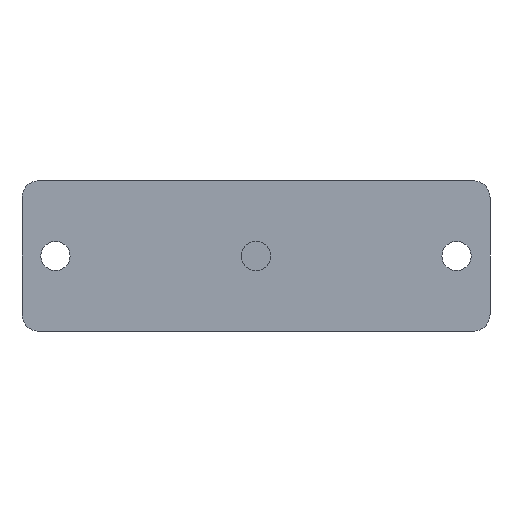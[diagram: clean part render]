
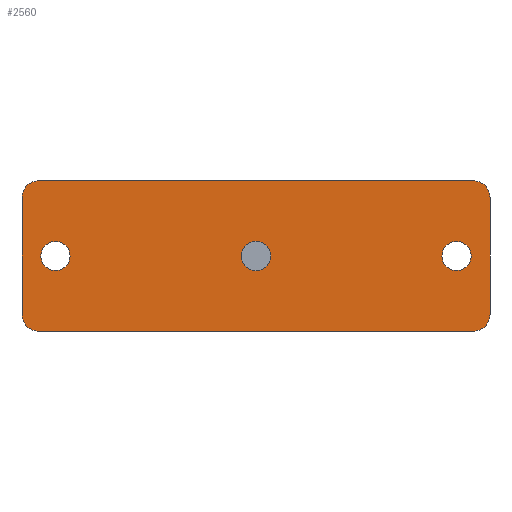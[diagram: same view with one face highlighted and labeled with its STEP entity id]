
A CAD part, front view. The second image highlights one B-rep face of the part: STEP entity #2560.
In plain terms, the highlighted planar face has unit normal (0, -1, 0).
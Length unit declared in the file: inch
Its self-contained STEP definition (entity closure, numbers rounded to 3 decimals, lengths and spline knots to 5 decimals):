
#9 = DIRECTION ( 'NONE',  ( 0., 0., 1. ) ) ;
#17 = ORIENTED_EDGE ( 'NONE', *, *, #3353, .F. ) ;
#20 = DIRECTION ( 'NONE',  ( 0., 1., 0. ) ) ;
#45 = DIRECTION ( 'NONE',  ( 0., 1., 0. ) ) ;
#87 = CARTESIAN_POINT ( 'NONE',  ( -3.5, 0., 0.875 ) ) ;
#149 = VERTEX_POINT ( 'NONE', #3200 ) ;
#152 = ORIENTED_EDGE ( 'NONE', *, *, #1199, .F. ) ;
#157 = CARTESIAN_POINT ( 'NONE',  ( -3., 0., 0.21875 ) ) ;
#166 = LINE ( 'NONE', #2437, #414 ) ;
#171 = DIRECTION ( 'NONE',  ( 0., 0., 1. ) ) ;
#274 = LINE ( 'NONE', #2844, #2539 ) ;
#275 = DIRECTION ( 'NONE',  ( 0., 0., 1. ) ) ;
#410 = EDGE_CURVE ( 'NONE', #2297, #1007, #1039, .T. ) ;
#414 = VECTOR ( 'NONE', #2179, 39.37008 ) ;
#453 = CIRCLE ( 'NONE', #1063, 0.25 ) ;
#455 = ORIENTED_EDGE ( 'NONE', *, *, #2747, .T. ) ;
#462 = ORIENTED_EDGE ( 'NONE', *, *, #963, .T. ) ;
#491 = CARTESIAN_POINT ( 'NONE',  ( -3.25, 0., -1.125 ) ) ;
#492 = VERTEX_POINT ( 'NONE', #591 ) ;
#501 = VERTEX_POINT ( 'NONE', #1264 ) ;
#514 = CARTESIAN_POINT ( 'NONE',  ( -3.25, 0., 0.875 ) ) ;
#536 = FACE_BOUND ( 'NONE', #2654, .T. ) ;
#542 = VERTEX_POINT ( 'NONE', #2485 ) ;
#553 = DIRECTION ( 'NONE',  ( 0., 0., 1. ) ) ;
#556 = ORIENTED_EDGE ( 'NONE', *, *, #410, .T. ) ;
#581 = EDGE_CURVE ( 'NONE', #2471, #1963, #453, .T. ) ;
#591 = CARTESIAN_POINT ( 'NONE',  ( 0., 0., 0.21875 ) ) ;
#652 = CIRCLE ( 'NONE', #2114, 0.25 ) ;
#658 = VECTOR ( 'NONE', #1677, 39.37008 ) ;
#671 = EDGE_CURVE ( 'NONE', #501, #492, #1446, .T. ) ;
#682 = CARTESIAN_POINT ( 'NONE',  ( 3.25, 0., 1.125 ) ) ;
#707 = ORIENTED_EDGE ( 'NONE', *, *, #581, .F. ) ;
#757 = CARTESIAN_POINT ( 'NONE',  ( 3., 0., 0.21875 ) ) ;
#768 = AXIS2_PLACEMENT_3D ( 'NONE', #1072, #1041, #1303 ) ;
#797 = EDGE_LOOP ( 'NONE', ( #556, #941 ) ) ;
#860 = DIRECTION ( 'NONE',  ( 0., 1., 0. ) ) ;
#873 = ORIENTED_EDGE ( 'NONE', *, *, #1444, .F. ) ;
#884 = VERTEX_POINT ( 'NONE', #682 ) ;
#885 = AXIS2_PLACEMENT_3D ( 'NONE', #1371, #3143, #9 ) ;
#903 = DIRECTION ( 'NONE',  ( 0., 1., 0. ) ) ;
#941 = ORIENTED_EDGE ( 'NONE', *, *, #1035, .T. ) ;
#958 = AXIS2_PLACEMENT_3D ( 'NONE', #1396, #45, #2673 ) ;
#963 = EDGE_CURVE ( 'NONE', #1964, #1850, #2551, .T. ) ;
#974 = CARTESIAN_POINT ( 'NONE',  ( 3., 0., -0.21875 ) ) ;
#1007 = VERTEX_POINT ( 'NONE', #757 ) ;
#1035 = EDGE_CURVE ( 'NONE', #1007, #2297, #1886, .T. ) ;
#1039 = CIRCLE ( 'NONE', #885, 0.21875 ) ;
#1041 = DIRECTION ( 'NONE',  ( 0., 1., 0. ) ) ;
#1063 = AXIS2_PLACEMENT_3D ( 'NONE', #2985, #1792, #2304 ) ;
#1072 = CARTESIAN_POINT ( 'NONE',  ( 3., 0., 0. ) ) ;
#1121 = ORIENTED_EDGE ( 'NONE', *, *, #2948, .F. ) ;
#1125 = DIRECTION ( 'NONE',  ( 0., 0., 1. ) ) ;
#1179 = ORIENTED_EDGE ( 'NONE', *, *, #2827, .F. ) ;
#1199 = EDGE_CURVE ( 'NONE', #1963, #2855, #166, .T. ) ;
#1202 = CARTESIAN_POINT ( 'NONE',  ( 3.5, 0., -0.875 ) ) ;
#1222 = CARTESIAN_POINT ( 'NONE',  ( 3.25, 0., 0.875 ) ) ;
#1232 = CARTESIAN_POINT ( 'NONE',  ( -3.5, 0., -0.875 ) ) ;
#1264 = CARTESIAN_POINT ( 'NONE',  ( 0., 0., -0.21875 ) ) ;
#1297 = DIRECTION ( 'NONE',  ( 0., 0., 1. ) ) ;
#1303 = DIRECTION ( 'NONE',  ( 0., 0., 1. ) ) ;
#1311 = ORIENTED_EDGE ( 'NONE', *, *, #671, .T. ) ;
#1344 = CARTESIAN_POINT ( 'NONE',  ( 3.5, 0., 0.875 ) ) ;
#1371 = CARTESIAN_POINT ( 'NONE',  ( 3., 0., 0. ) ) ;
#1373 = CARTESIAN_POINT ( 'NONE',  ( -3.25, 0., 0.875 ) ) ;
#1396 = CARTESIAN_POINT ( 'NONE',  ( -3., 0., 0. ) ) ;
#1444 = EDGE_CURVE ( 'NONE', #884, #2553, #2465, .T. ) ;
#1446 = CIRCLE ( 'NONE', #3089, 0.21875 ) ;
#1458 = AXIS2_PLACEMENT_3D ( 'NONE', #3336, #2550, #1297 ) ;
#1522 = EDGE_LOOP ( 'NONE', ( #2101, #152, #707, #1715, #17, #1179, #873, #1121 ) ) ;
#1592 = PLANE ( 'NONE',  #2644 ) ;
#1636 = CARTESIAN_POINT ( 'NONE',  ( 3.25, 0., -0.875 ) ) ;
#1677 = DIRECTION ( 'NONE',  ( 0., 0., -1. ) ) ;
#1715 = ORIENTED_EDGE ( 'NONE', *, *, #2452, .F. ) ;
#1716 = CARTESIAN_POINT ( 'NONE',  ( -3., 0., -0.21875 ) ) ;
#1779 = DIRECTION ( 'NONE',  ( -1., 0., 0. ) ) ;
#1786 = DIRECTION ( 'NONE',  ( 1., 0., 0. ) ) ;
#1792 = DIRECTION ( 'NONE',  ( 0., 1., 0. ) ) ;
#1850 = VERTEX_POINT ( 'NONE', #1716 ) ;
#1863 = ORIENTED_EDGE ( 'NONE', *, *, #2059, .T. ) ;
#1886 = CIRCLE ( 'NONE', #768, 0.21875 ) ;
#1897 = FACE_OUTER_BOUND ( 'NONE', #1522, .T. ) ;
#1932 = CARTESIAN_POINT ( 'NONE',  ( 0., 0., 0. ) ) ;
#1955 = DIRECTION ( 'NONE',  ( 0., 0., 1. ) ) ;
#1958 = DIRECTION ( 'NONE',  ( 0., 0., 1. ) ) ;
#1963 = VERTEX_POINT ( 'NONE', #1232 ) ;
#1964 = VERTEX_POINT ( 'NONE', #157 ) ;
#1993 = AXIS2_PLACEMENT_3D ( 'NONE', #2757, #2220, #1955 ) ;
#2047 = EDGE_LOOP ( 'NONE', ( #1863, #462 ) ) ;
#2059 = EDGE_CURVE ( 'NONE', #1850, #1964, #2172, .T. ) ;
#2083 = CARTESIAN_POINT ( 'NONE',  ( 3.25, 0., -1.125 ) ) ;
#2091 = EDGE_CURVE ( 'NONE', #2855, #542, #652, .T. ) ;
#2097 = CIRCLE ( 'NONE', #1993, 0.21875 ) ;
#2101 = ORIENTED_EDGE ( 'NONE', *, *, #2091, .F. ) ;
#2114 = AXIS2_PLACEMENT_3D ( 'NONE', #1373, #20, #553 ) ;
#2149 = FACE_BOUND ( 'NONE', #2047, .T. ) ;
#2172 = CIRCLE ( 'NONE', #958, 0.21875 ) ;
#2179 = DIRECTION ( 'NONE',  ( 0., 0., 1. ) ) ;
#2220 = DIRECTION ( 'NONE',  ( 0., 1., 0. ) ) ;
#2297 = VERTEX_POINT ( 'NONE', #974 ) ;
#2304 = DIRECTION ( 'NONE',  ( 0., 0., 1. ) ) ;
#2342 = AXIS2_PLACEMENT_3D ( 'NONE', #1636, #860, #1125 ) ;
#2349 = DIRECTION ( 'NONE',  ( 0., 1., 0. ) ) ;
#2437 = CARTESIAN_POINT ( 'NONE',  ( -3.5, 0., -0.875 ) ) ;
#2452 = EDGE_CURVE ( 'NONE', #3048, #2471, #3307, .T. ) ;
#2465 = CIRCLE ( 'NONE', #2965, 0.25 ) ;
#2471 = VERTEX_POINT ( 'NONE', #2829 ) ;
#2485 = CARTESIAN_POINT ( 'NONE',  ( -3.25, 0., 1.125 ) ) ;
#2539 = VECTOR ( 'NONE', #1786, 39.37008 ) ;
#2550 = DIRECTION ( 'NONE',  ( 0., 1., 0. ) ) ;
#2551 = CIRCLE ( 'NONE', #1458, 0.21875 ) ;
#2553 = VERTEX_POINT ( 'NONE', #1344 ) ;
#2560 = ADVANCED_FACE ( 'NONE', ( #1897, #2149, #2593, #536 ), #1592, .F. ) ;
#2593 = FACE_BOUND ( 'NONE', #797, .T. ) ;
#2634 = VECTOR ( 'NONE', #1779, 39.37008 ) ;
#2644 = AXIS2_PLACEMENT_3D ( 'NONE', #514, #2349, #275 ) ;
#2654 = EDGE_LOOP ( 'NONE', ( #1311, #455 ) ) ;
#2671 = LINE ( 'NONE', #1202, #658 ) ;
#2673 = DIRECTION ( 'NONE',  ( 0., 0., 1. ) ) ;
#2747 = EDGE_CURVE ( 'NONE', #492, #501, #2097, .T. ) ;
#2757 = CARTESIAN_POINT ( 'NONE',  ( 0., 0., 0. ) ) ;
#2778 = DIRECTION ( 'NONE',  ( 0., 1., 0. ) ) ;
#2827 = EDGE_CURVE ( 'NONE', #2553, #149, #2671, .T. ) ;
#2829 = CARTESIAN_POINT ( 'NONE',  ( -3.25, 0., -1.125 ) ) ;
#2844 = CARTESIAN_POINT ( 'NONE',  ( -3.25, 0., 1.125 ) ) ;
#2855 = VERTEX_POINT ( 'NONE', #87 ) ;
#2948 = EDGE_CURVE ( 'NONE', #542, #884, #274, .T. ) ;
#2965 = AXIS2_PLACEMENT_3D ( 'NONE', #1222, #2778, #171 ) ;
#2985 = CARTESIAN_POINT ( 'NONE',  ( -3.25, 0., -0.875 ) ) ;
#3048 = VERTEX_POINT ( 'NONE', #2083 ) ;
#3089 = AXIS2_PLACEMENT_3D ( 'NONE', #1932, #903, #1958 ) ;
#3143 = DIRECTION ( 'NONE',  ( 0., 1., 0. ) ) ;
#3200 = CARTESIAN_POINT ( 'NONE',  ( 3.5, 0., -0.875 ) ) ;
#3206 = CIRCLE ( 'NONE', #2342, 0.25 ) ;
#3307 = LINE ( 'NONE', #491, #2634 ) ;
#3336 = CARTESIAN_POINT ( 'NONE',  ( -3., 0., 0. ) ) ;
#3353 = EDGE_CURVE ( 'NONE', #149, #3048, #3206, .T. ) ;
